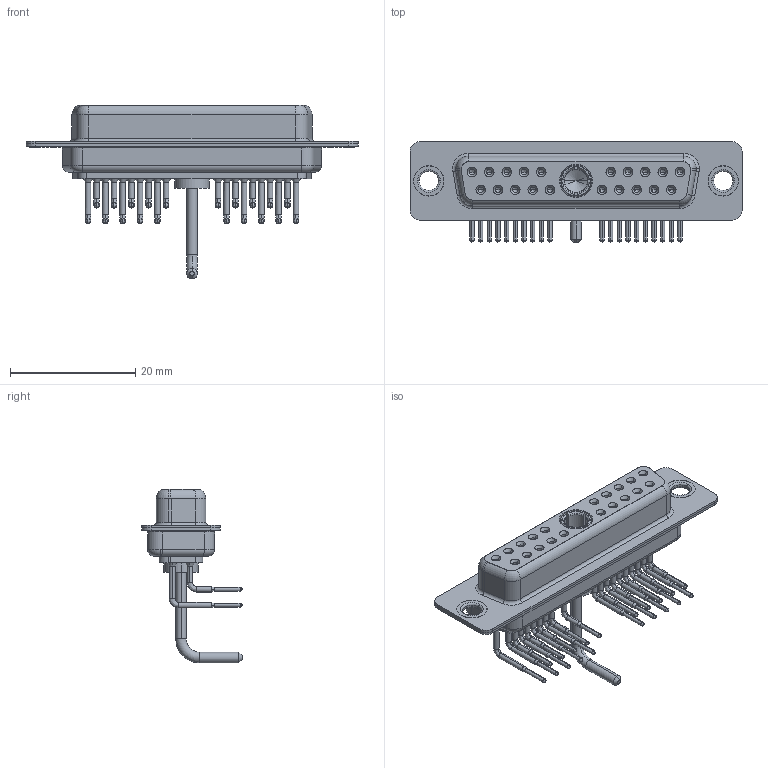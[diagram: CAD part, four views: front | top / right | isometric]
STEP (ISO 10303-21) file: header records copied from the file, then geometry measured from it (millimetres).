
FILE_DESCRIPTION (( 'STEP AP203' ), '1' );
FILE_NAME ('630-21W1650-1N1.STEP', '2022-06-03T00:18:13', ( '' ), ( '' ), 'SwSTEP 2.0', 'SolidWorks 2020', '' );
FILE_SCHEMA (( 'CONFIG_CONTROL_DESIGN' ));
Length unit declared in the file: millimetre
Products named in the file (8): 630Combo Housing_21W1; 630Combo Shell Rear_25 Contacts; 630Combo Shell Front_25 Contacts; 630Combo Thru Hole Rivet; 630Combo Contact Row 1; 630-21W1650-1N1; 630Combo Contact Row 2; Power Socket_Ext 10A RA
Assembly tree (26 placements, depth 2):
  630-21W1650-1N1
    630Combo Housing_21W1
    630Combo Shell Front_25 Contacts
    630Combo Shell Rear_25 Contacts
    630Combo Thru Hole Rivet  x2
    Power Socket_Ext 10A RA
    630Combo Contact Row 1  x10
    630Combo Contact Row 2  x10
Bounding box: 53.05 x 16 x 27.78 mm (x, y, z)
Volume: 3907.4 mm3; surface area: 9192.5 mm2
Topology: 27 solids, 27 shells, 1391 faces, 3509 edges, 2204 vertices
Faces by surface type: cylinder 606, plane 396, cone 237, bspline 81, torus 71
Entity records: 20822 total; most frequent: CARTESIAN_POINT 3766, DIRECTION 3614, ORIENTED_EDGE 3062, EDGE_CURVE 1531, AXIS2_PLACEMENT_3D 1509, VERTEX_POINT 974, CIRCLE 838, EDGE_LOOP 785
